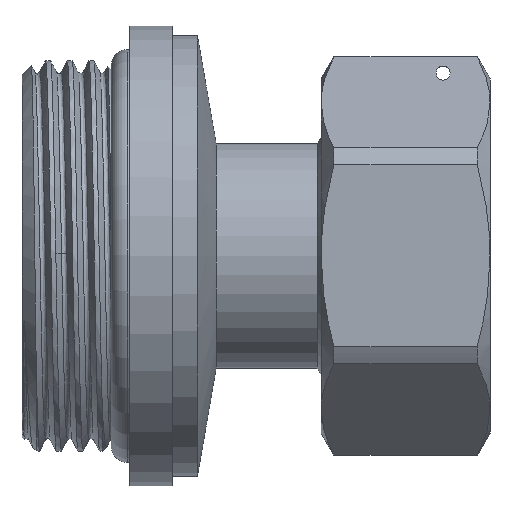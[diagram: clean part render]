
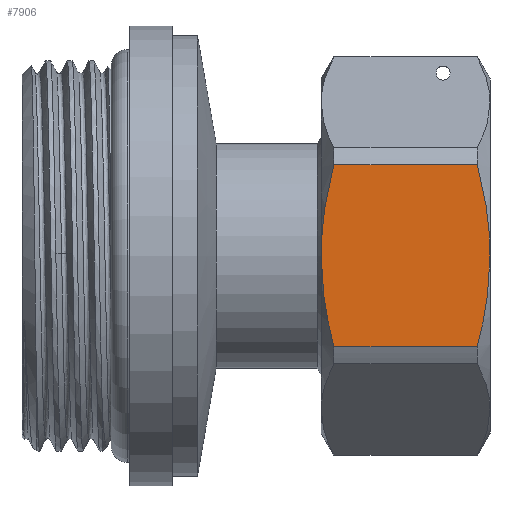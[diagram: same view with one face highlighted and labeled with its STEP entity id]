
A CAD part, top view. The second image highlights one B-rep face of the part: STEP entity #7906.
In plain terms, the highlighted face is planar.
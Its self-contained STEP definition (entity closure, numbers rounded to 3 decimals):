
#4062=CARTESIAN_POINT('',(-9.714,1.357,-18.9));
#4063=CARTESIAN_POINT('',(-8.872,1.135,-18.9));
#4064=CARTESIAN_POINT('',(-7.209,0.742,-18.9));
#4065=CARTESIAN_POINT('',(-4.796,0.319,-18.9));
#4066=CARTESIAN_POINT('',(-2.398,0.059,-18.9));
#4067=CARTESIAN_POINT('',(-0.799,0.,-18.9));
#4068=CARTESIAN_POINT('',(0.,0.,-18.9));
#4070=CARTESIAN_POINT('',(0.,0.,-18.9));
#4071=CARTESIAN_POINT('',(0.639,0.,-18.9));
#4072=CARTESIAN_POINT('',(1.919,0.038,-18.9));
#4073=CARTESIAN_POINT('',(3.836,0.205,-18.9));
#4074=CARTESIAN_POINT('',(5.76,0.479,-18.9));
#4075=CARTESIAN_POINT('',(7.707,0.857,-18.9));
#4076=CARTESIAN_POINT('',(9.04,1.179,-18.9));
#4077=CARTESIAN_POINT('',(9.714,1.357,-18.9));
#4573=DIRECTION('',(0.,-1.,0.));
#4574=VECTOR('',#4573,15.286);
#4575=CARTESIAN_POINT('',(9.714,16.643,-18.9));
#4576=LINE('',#4575,#4574);
#4595=DIRECTION('',(0.,-1.,0.));
#4596=VECTOR('',#4595,15.286);
#4597=CARTESIAN_POINT('',(-9.714,16.643,-18.9));
#4598=LINE('',#4597,#4596);
#4709=CARTESIAN_POINT('',(-9.714,16.643,-18.9));
#4710=CARTESIAN_POINT('',(-8.872,16.865,-18.9));
#4711=CARTESIAN_POINT('',(-7.209,17.258,-18.9));
#4712=CARTESIAN_POINT('',(-4.796,17.681,-18.9));
#4713=CARTESIAN_POINT('',(-2.398,17.941,-18.9));
#4714=CARTESIAN_POINT('',(-0.799,18.,-18.9));
#4715=CARTESIAN_POINT('',(0.,18.,-18.9));
#4717=CARTESIAN_POINT('',(0.,18.,-18.9));
#4718=CARTESIAN_POINT('',(0.639,18.,-18.9));
#4719=CARTESIAN_POINT('',(1.919,17.962,-18.9));
#4720=CARTESIAN_POINT('',(3.836,17.795,-18.9));
#4721=CARTESIAN_POINT('',(5.76,17.521,-18.9));
#4722=CARTESIAN_POINT('',(7.707,17.143,-18.9));
#4723=CARTESIAN_POINT('',(9.04,16.821,-18.9));
#4724=CARTESIAN_POINT('',(9.714,16.643,-18.9));
#7114=VERTEX_POINT('',#4062);
#7115=VERTEX_POINT('',#4068);
#7116=VERTEX_POINT('',#4077);
#7123=CARTESIAN_POINT('',(-9.714,16.643,-18.9));
#7124=VERTEX_POINT('',#7123);
#7125=CARTESIAN_POINT('',(9.714,16.643,-18.9));
#7126=VERTEX_POINT('',#7125);
#7130=VERTEX_POINT('',#4715);
#7891=CARTESIAN_POINT('',(-10.912,18.,-18.9));
#7892=DIRECTION('',(0.,0.,1.));
#7893=DIRECTION('',(1.,0.,0.));
#7894=AXIS2_PLACEMENT_3D('',#7891,#7892,#7893);
#7895=PLANE('',#7894);
#7896=ORIENTED_EDGE('',*,*,#7529,.T.);
#7897=ORIENTED_EDGE('',*,*,#7541,.T.);
#7898=ORIENTED_EDGE('',*,*,#7807,.F.);
#7900=ORIENTED_EDGE('',*,*,#7899,.F.);
#7902=ORIENTED_EDGE('',*,*,#7901,.F.);
#7903=ORIENTED_EDGE('',*,*,#7825,.T.);
#7904=EDGE_LOOP('',(#7896,#7897,#7898,#7900,#7902,#7903));
#7905=FACE_OUTER_BOUND('',#7904,.F.);
#7906=ADVANCED_FACE('',(#7905),#7895,.F.);
#4069=B_SPLINE_CURVE_WITH_KNOTS('',3,(#4062,#4063,#4064,#4065,#4066,#4067,
#4068),.UNSPECIFIED.,.F.,.F.,(4,1,1,1,4),(0.,0.25,0.5,0.75,1.),
.UNSPECIFIED.);
#4078=B_SPLINE_CURVE_WITH_KNOTS('',3,(#4070,#4071,#4072,#4073,#4074,#4075,#4076,
#4077),.UNSPECIFIED.,.F.,.F.,(4,1,1,1,1,4),(0.,0.2,0.4,0.6,0.8,1.),
.UNSPECIFIED.);
#4716=B_SPLINE_CURVE_WITH_KNOTS('',3,(#4709,#4710,#4711,#4712,#4713,#4714,
#4715),.UNSPECIFIED.,.F.,.F.,(4,1,1,1,4),(0.,0.25,0.5,0.75,1.),
.UNSPECIFIED.);
#4725=B_SPLINE_CURVE_WITH_KNOTS('',3,(#4717,#4718,#4719,#4720,#4721,#4722,#4723,
#4724),.UNSPECIFIED.,.F.,.F.,(4,1,1,1,1,4),(0.,0.2,0.4,0.6,0.8,1.),
.UNSPECIFIED.);
#7529=EDGE_CURVE('',#7114,#7115,#4069,.T.);
#7541=EDGE_CURVE('',#7115,#7116,#4078,.T.);
#7807=EDGE_CURVE('',#7126,#7116,#4576,.T.);
#7825=EDGE_CURVE('',#7124,#7114,#4598,.T.);
#7899=EDGE_CURVE('',#7130,#7126,#4725,.T.);
#7901=EDGE_CURVE('',#7124,#7130,#4716,.T.);
